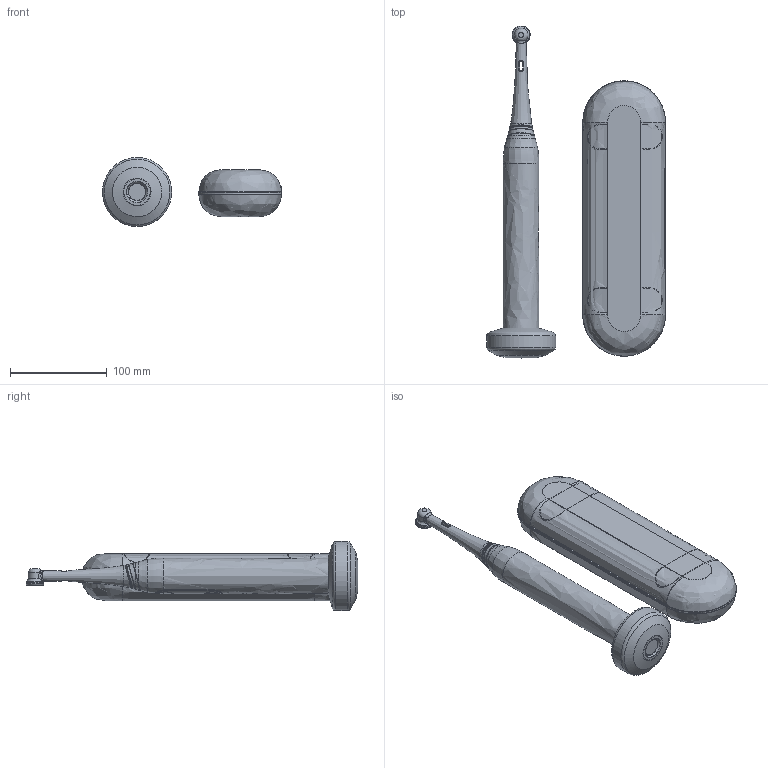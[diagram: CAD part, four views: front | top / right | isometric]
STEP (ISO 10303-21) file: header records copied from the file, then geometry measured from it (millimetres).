
FILE_DESCRIPTION(('FreeCAD Model'),'2;1');
FILE_NAME('Open CASCADE Shape Model','2025-04-29T07:37:21',('FreeCAD'),( 'FreeCAD'),'Open CASCADE STEP processor 7.6','FreeCAD','Unknown');
FILE_SCHEMA(('AUTOMOTIVE_DESIGN { 1 0 10303 214 1 1 1 1 }'));
Products named in the file (1): Open CASCADE STEP translator 7.6 1
Bounding box: 185.16 x 343.58 x 71.5 mm (x, y, z)
Volume: 369744.4 mm3; surface area: 190616.6 mm2
Topology: 6 solids, 7 shells, 683 faces, 1742 edges, 1067 vertices
Faces by surface type: bspline 683
Entity records: 48774 total; most frequent: CARTESIAN_POINT 38794, ORIENTED_EDGE 3452, EDGE_CURVE 1726, B_SPLINE_CURVE_WITH_KNOTS 1172, VERTEX_POINT 1067, FACE_BOUND 695, EDGE_LOOP 695, ADVANCED_FACE 683
